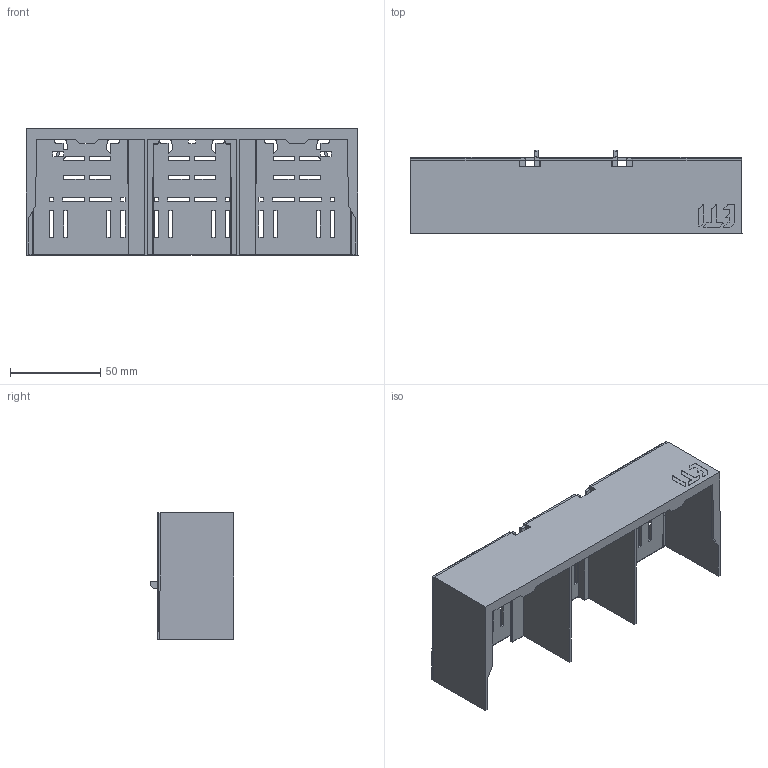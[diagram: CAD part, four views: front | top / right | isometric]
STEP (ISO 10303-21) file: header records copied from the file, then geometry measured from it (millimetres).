
FILE_DESCRIPTION((''),'2;1');
FILE_NAME('T8013030_L_ANSCHLUSSRAUMABDECKU_ASM','2021-05-14T',('marketing.praksa'),('Audax d.o.o.'),'CREO PARAMETRIC BY PTC INC, 2017480','CREO PARAMETRIC BY PTC INC, 2017480','');
FILE_SCHEMA(('AUTOMOTIVE_DESIGN { 1 0 10303 214 1 1 1 1 }'));
Products named in the file (3): SDHGSDH; SDFGSG; T8013030_L_ANSCHLUSSRAUMABDECKU_ASM
Assembly tree (2 placements, depth 2):
  T8013030_L_ANSCHLUSSRAUMABDECKU_ASM
    SDHGSDH
    SDFGSG
Bounding box: 183.5 x 46 x 70 mm (x, y, z)
Volume: 48641.4 mm3; surface area: 69123.4 mm2
Topology: 4 solids, 4 shells, 1417 faces, 3806 edges, 2345 vertices
Faces by surface type: cylinder 588, plane 463, bspline 322, cone 22, torus 14, sphere 6, revolution 2
Entity records: 79269 total; most frequent: CARTESIAN_POINT 25213, ORIENTED_EDGE 7600, DIRECTION 5415, PRESENTATION_STYLE_ASSIGNMENT 5223, STYLED_ITEM 5223, CURVE_STYLE 3802, EDGE_CURVE 3800, VERTEX_POINT 2345
